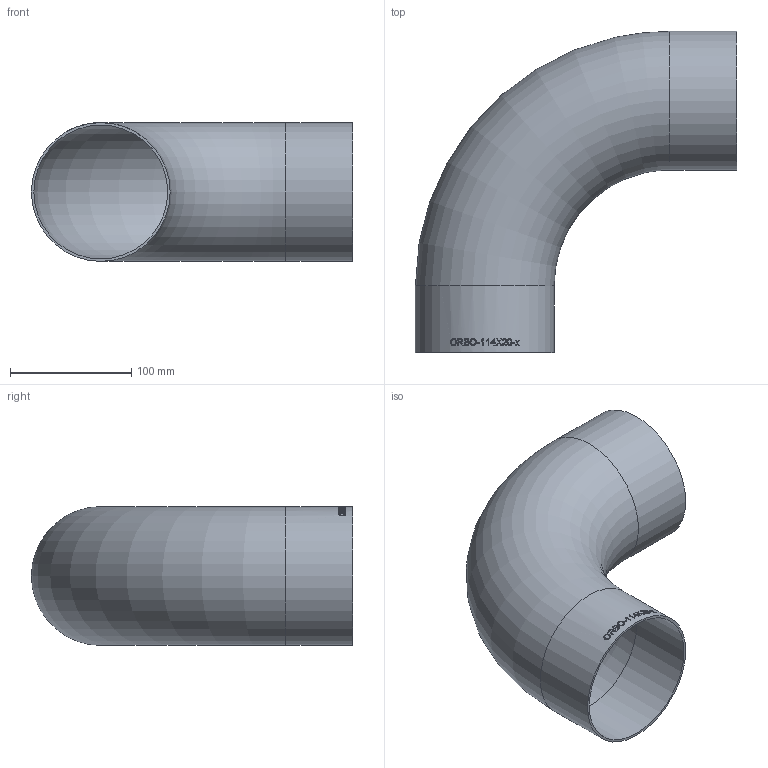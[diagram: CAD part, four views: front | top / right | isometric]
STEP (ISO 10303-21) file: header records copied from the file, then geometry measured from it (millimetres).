
FILE_DESCRIPTION (( 'STEP AP214' ), '1' );
FILE_NAME ('ORBO-114X20-x Bogen orbital Iso 2004.STEP', '2020-04-09T11:00:39', ( '' ), ( '' ), 'SwSTEP 2.0', 'SolidWorks 2019', '' );
FILE_SCHEMA (( 'AUTOMOTIVE_DESIGN' ));
Length unit declared in the file: millimetre
Products named in the file (1): ORBO-114X20-x Bogen orbital Iso 2004
Bounding box: 264.65 x 264.65 x 114.3 mm (x, y, z)
Volume: 246764.7 mm3; surface area: 248068.9 mm2
Topology: 1 solids, 1 shells, 172 faces, 447 edges, 297 vertices
Faces by surface type: bspline 85, plane 61, cylinder 24, torus 2
Full cylindrical faces by diameter (mm): 110.3 x2, 114.3 x2
Entity records: 22191 total; most frequent: CARTESIAN_POINT 16954, ORIENTED_EDGE 880, EDGE_CURVE 440, DIRECTION 420, VERTEX_POINT 296, B_SPLINE_CURVE_WITH_KNOTS 276, EDGE_LOOP 200, FACE_OUTER_BOUND 178
